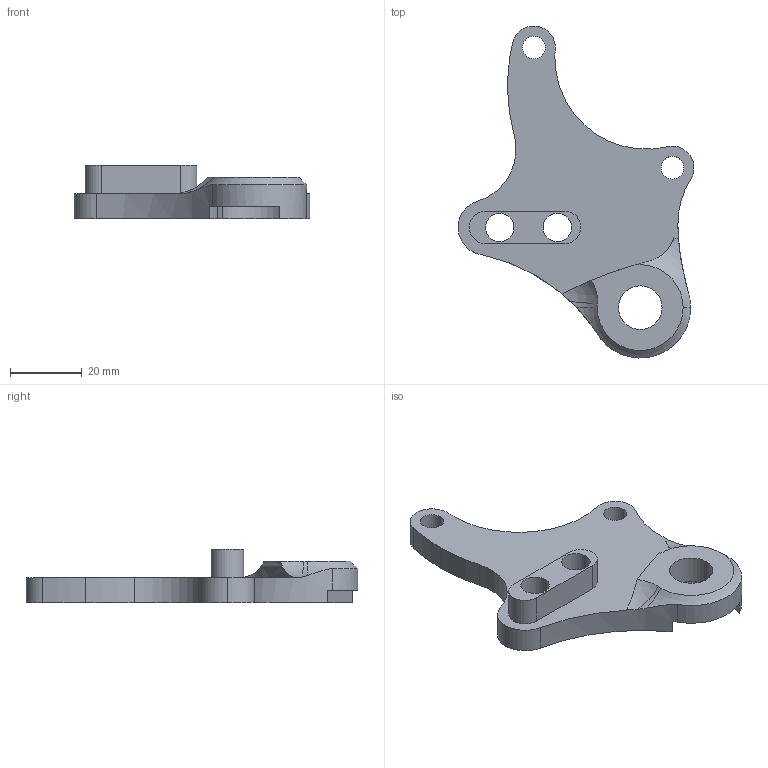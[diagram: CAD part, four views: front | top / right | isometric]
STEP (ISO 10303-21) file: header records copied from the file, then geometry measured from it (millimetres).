
FILE_DESCRIPTION (( 'STEP AP214' ), '1' );
FILE_NAME ('DR4074.STEP', '2024-09-16T20:00:35', ( '' ), ( '' ), 'SwSTEP 2.0', 'SolidWorks 2023', '' );
FILE_SCHEMA (( 'AUTOMOTIVE_DESIGN' ));
Length unit declared in the file: inch
Products named in the file (1): DR4074
Bounding box: 65.58 x 92.26 x 14.91 mm (x, y, z)
Volume: 21961.2 mm3; surface area: 9746.5 mm2
Topology: 1 solids, 1 shells, 45 faces, 126 edges, 84 vertices
Faces by surface type: cylinder 30, plane 11, torus 3, sphere 1
Entity records: 1587 total; most frequent: CARTESIAN_POINT 319, DIRECTION 282, ORIENTED_EDGE 252, EDGE_CURVE 126, AXIS2_PLACEMENT_3D 117, VERTEX_POINT 84, CIRCLE 71, EDGE_LOOP 56
